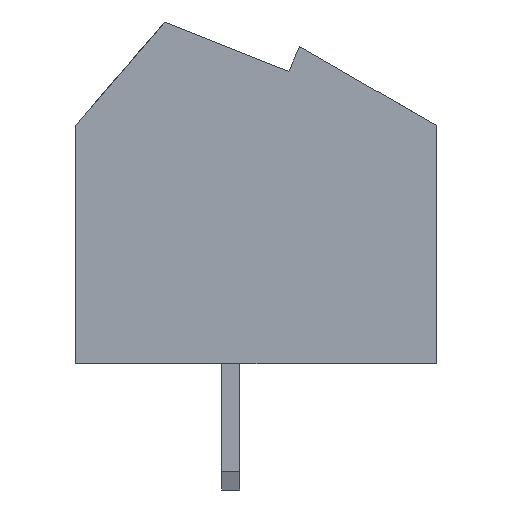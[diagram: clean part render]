
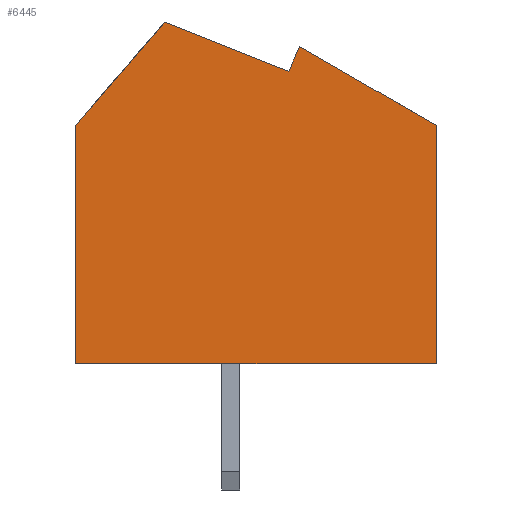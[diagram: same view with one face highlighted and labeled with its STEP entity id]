
A CAD part, left-side view. The second image highlights one B-rep face of the part: STEP entity #6445.
In plain terms, the highlighted planar face has unit normal (-1, 0, 0).
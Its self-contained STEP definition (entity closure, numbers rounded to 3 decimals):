
#574=ORIENTED_EDGE('',*,*,#2161,.F.);
#575=ORIENTED_EDGE('',*,*,#2249,.F.);
#576=ORIENTED_EDGE('',*,*,#2193,.F.);
#577=ORIENTED_EDGE('',*,*,#2209,.F.);
#578=ORIENTED_EDGE('',*,*,#2357,.F.);
#579=ORIENTED_EDGE('',*,*,#2354,.F.);
#580=ORIENTED_EDGE('',*,*,#2239,.F.);
#2161=EDGE_CURVE('',#3080,#3081,#3699,.T.);
#2193=EDGE_CURVE('',#3112,#3113,#3731,.T.);
#2209=EDGE_CURVE('',#3128,#3112,#3747,.T.);
#2239=EDGE_CURVE('',#3081,#3155,#3772,.T.);
#2249=EDGE_CURVE('',#3113,#3080,#3779,.T.);
#2354=EDGE_CURVE('',#3155,#3238,#3872,.T.);
#2357=EDGE_CURVE('',#3238,#3128,#3875,.T.);
#3080=VERTEX_POINT('',#9170);
#3081=VERTEX_POINT('',#9171);
#3112=VERTEX_POINT('',#9235);
#3113=VERTEX_POINT('',#9236);
#3128=VERTEX_POINT('',#9268);
#3155=VERTEX_POINT('',#9329);
#3238=VERTEX_POINT('',#9543);
#3699=LINE('',#9169,#4527);
#3731=LINE('',#9234,#4559);
#3747=LINE('',#9267,#4575);
#3772=LINE('',#9328,#4600);
#3779=LINE('',#9348,#4607);
#3872=LINE('',#9542,#4700);
#3875=LINE('',#9548,#4703);
#4527=VECTOR('',#7371,1000.);
#4559=VECTOR('',#7405,1000.);
#4575=VECTOR('',#7423,1000.);
#4600=VECTOR('',#7466,1000.);
#4607=VECTOR('',#7481,1000.);
#4700=VECTOR('',#7628,1000.);
#4703=VECTOR('',#7633,1000.);
#5338=EDGE_LOOP('',(#574,#575,#576,#577,#578,#579,#580));
#5764=FACE_BOUND('',#5338,.T.);
#6144=PLANE('',#6867);
#6445=ADVANCED_FACE('',(#5764),#6144,.F.);
#6867=AXIS2_PLACEMENT_3D('',#9551,#7637,#7638);
#7371=DIRECTION('',(0.,0.,1.));
#7405=DIRECTION('',(0.,0.,-1.));
#7423=DIRECTION('',(0.,-0.866,-0.5));
#7466=DIRECTION('',(0.,-0.652,0.758));
#7481=DIRECTION('',(0.,1.,0.));
#7628=DIRECTION('',(0.,-0.929,-0.37));
#7633=DIRECTION('',(0.,-0.391,0.92));
#7637=DIRECTION('',(1.,0.,0.));
#7638=DIRECTION('',(0.,0.,-1.));
#9169=CARTESIAN_POINT('',(-8.75,5.,-3.3));
#9170=CARTESIAN_POINT('',(-8.75,5.,-3.3));
#9171=CARTESIAN_POINT('',(-8.75,5.,3.3));
#9234=CARTESIAN_POINT('',(-8.75,-5.,3.3));
#9235=CARTESIAN_POINT('',(-8.75,-5.,3.3));
#9236=CARTESIAN_POINT('',(-8.75,-5.,-3.3));
#9267=CARTESIAN_POINT('',(-8.75,-1.204,5.492));
#9268=CARTESIAN_POINT('',(-8.75,-1.204,5.492));
#9328=CARTESIAN_POINT('',(-8.75,5.,3.3));
#9329=CARTESIAN_POINT('',(-8.75,2.531,6.17));
#9348=CARTESIAN_POINT('',(-8.75,5.,-3.3));
#9542=CARTESIAN_POINT('',(-8.75,2.531,6.17));
#9543=CARTESIAN_POINT('',(-8.75,-0.911,4.801));
#9548=CARTESIAN_POINT('',(-8.75,-0.911,4.801));
#9551=CARTESIAN_POINT('',(-8.75,0.,0.));
